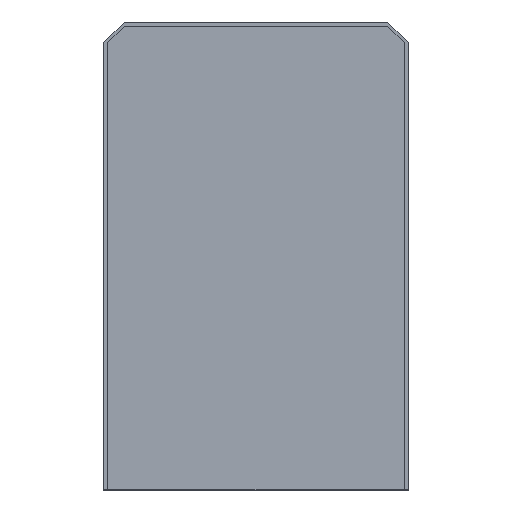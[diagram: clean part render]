
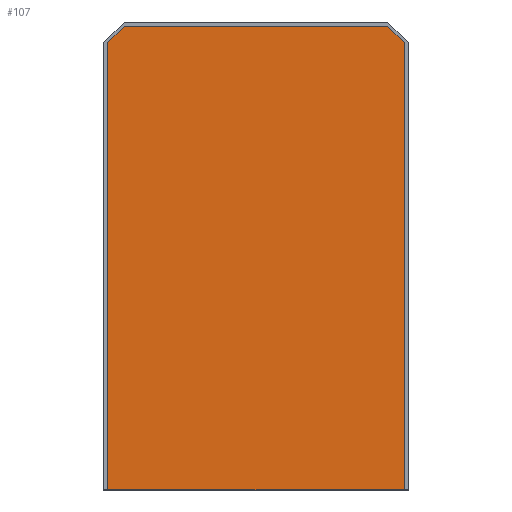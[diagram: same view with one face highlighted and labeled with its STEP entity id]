
A CAD part, top view. The second image highlights one B-rep face of the part: STEP entity #107.
In plain terms, the highlighted planar face has unit normal (0, 0, 1).
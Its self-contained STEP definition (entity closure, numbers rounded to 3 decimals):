
#107=ADVANCED_FACE('',(#221),#223,.T.);
#221=FACE_BOUND('',#222,.T.);
#222=EDGE_LOOP('',(#305,#306,#307,#308,#309,#310));
#223=PLANE('',#224);
#224=AXIS2_PLACEMENT_3D('',#225,#226,#227);
#225=CARTESIAN_POINT('',(0.,0.,1.));
#226=DIRECTION('',(0.,0.,1.));
#227=DIRECTION('',(-1.,0.,0.));
#305=ORIENTED_EDGE('',*,*,#371,.F.);
#306=ORIENTED_EDGE('',*,*,#364,.T.);
#307=ORIENTED_EDGE('',*,*,#372,.F.);
#308=ORIENTED_EDGE('',*,*,#373,.F.);
#309=ORIENTED_EDGE('',*,*,#374,.F.);
#310=ORIENTED_EDGE('',*,*,#375,.F.);
#364=EDGE_CURVE('',#414,#412,#415,.T.);
#371=EDGE_CURVE('',#414,#423,#424,.T.);
#372=EDGE_CURVE('',#425,#412,#426,.T.);
#373=EDGE_CURVE('',#427,#425,#428,.T.);
#374=EDGE_CURVE('',#429,#427,#430,.T.);
#375=EDGE_CURVE('',#423,#429,#431,.T.);
#412=VERTEX_POINT('',#500);
#414=VERTEX_POINT('',#504);
#415=LINE('',#505,#506);
#423=VERTEX_POINT('',#527);
#424=LINE('',#528,#529);
#425=VERTEX_POINT('',#531);
#426=LINE('',#532,#533);
#427=VERTEX_POINT('',#535);
#428=LINE('',#536,#537);
#429=VERTEX_POINT('',#539);
#430=LINE('',#540,#541);
#431=LINE('',#543,#544);
#500=CARTESIAN_POINT('',(35.5,-56.,1.));
#504=CARTESIAN_POINT('',(-35.5,-56.,1.));
#505=CARTESIAN_POINT('',(-35.5,-56.,1.));
#506=VECTOR('',#507,1.);
#507=DIRECTION('',(1.,0.,0.));
#527=CARTESIAN_POINT('',(-35.5,51.,1.));
#528=CARTESIAN_POINT('',(-35.5,-56.,1.));
#529=VECTOR('',#530,1.);
#530=DIRECTION('',(0.,1.,0.));
#531=CARTESIAN_POINT('',(35.5,51.,1.));
#532=CARTESIAN_POINT('',(35.5,51.,1.));
#533=VECTOR('',#534,1.);
#534=DIRECTION('',(0.,-1.,0.));
#535=CARTESIAN_POINT('',(31.5,55.,1.));
#536=CARTESIAN_POINT('',(31.5,55.,1.));
#537=VECTOR('',#538,1.);
#538=DIRECTION('',(0.707,-0.707,0.));
#539=CARTESIAN_POINT('',(-31.5,55.,1.));
#540=CARTESIAN_POINT('',(-31.5,55.,1.));
#541=VECTOR('',#542,1.);
#542=DIRECTION('',(1.,0.,0.));
#543=CARTESIAN_POINT('',(-35.5,51.,1.));
#544=VECTOR('',#545,1.);
#545=DIRECTION('',(0.707,0.707,0.));
